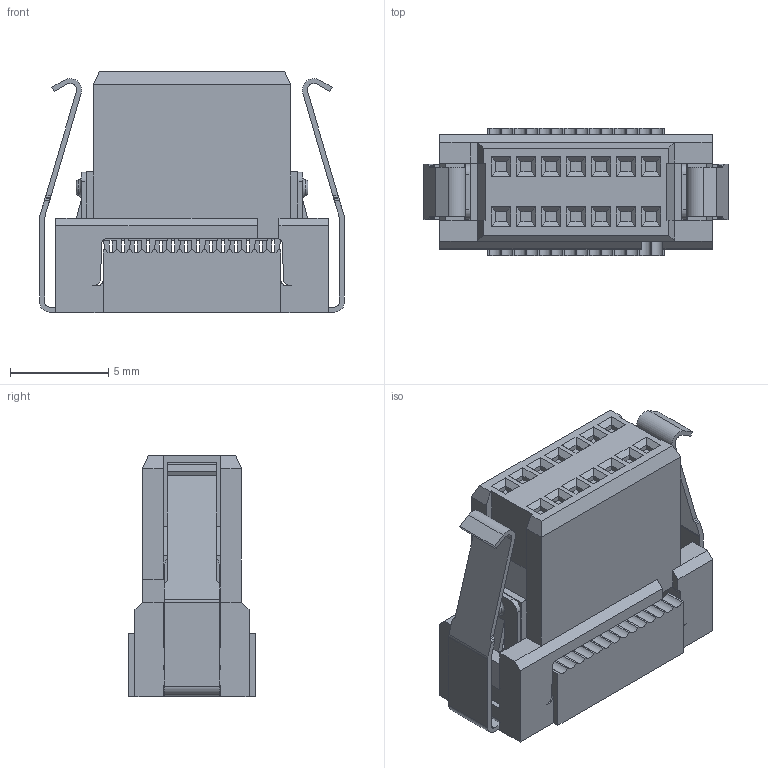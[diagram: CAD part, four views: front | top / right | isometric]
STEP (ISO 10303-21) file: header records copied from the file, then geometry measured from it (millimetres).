
FILE_DESCRIPTION( ('This file contains a STEP AP42 implementation' ,'as created by ZW3D STEP Interface translator.') ,'2;1' );
FILE_NAME( '5243-XXYPXXBN01.stp' ,'24 1 2.105645', (''), ('ZWCAD Software Co.'), 'Version 1.0', 'ZW3D to STEP translator', '' );
FILE_SCHEMA(('AUTOMOTIVE_DESIGN { 1 0 10303 214 1 1 1 1 }'));
Length unit declared in the file: millimetre
Products named in the file (2): 0; 5243-14YPXXBN01
Bounding box: 15.49 x 6.45 x 12.29 mm (x, y, z)
Volume: 562.7 mm3; surface area: 1906 mm2
Topology: 1 solids, 1 shells, 1570 faces, 4666 edges, 3039 vertices
Faces by surface type: plane 1271, cylinder 283, torus 16
Entity records: 53889 total; most frequent: ORIENTED_EDGE 9446, CARTESIAN_POINT 9374, DIRECTION 8397, EDGE_CURVE 4666, VECTOR 4029, LINE 4029, VERTEX_POINT 3039, AXIS2_PLACEMENT_3D 2184
